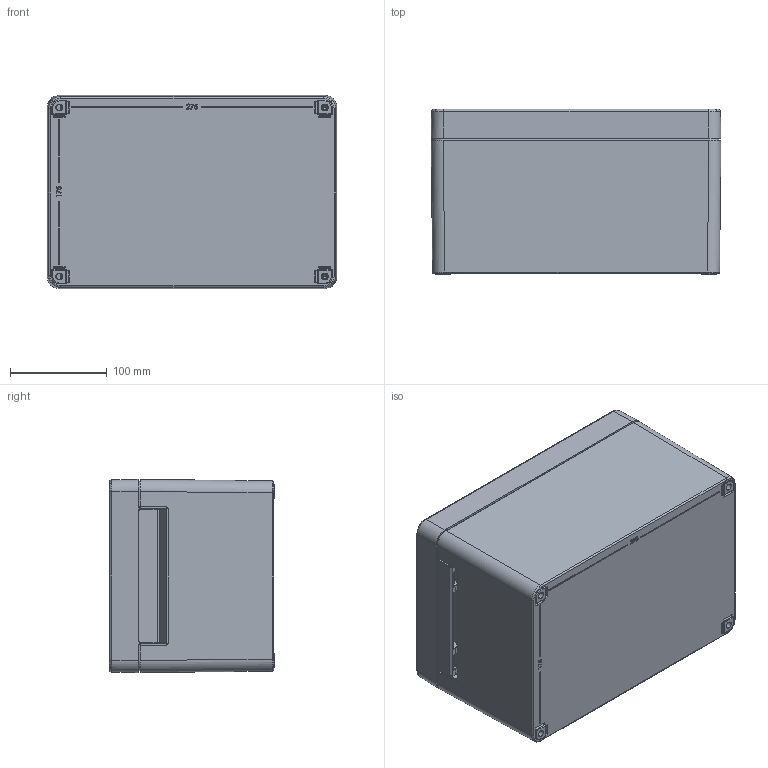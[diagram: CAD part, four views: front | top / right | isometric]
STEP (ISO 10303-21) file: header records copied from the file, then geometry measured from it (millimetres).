
FILE_DESCRIPTION (( 'STEP AP214' ), '1' );
FILE_NAME ('26203000.STEP', '2013-05-24T07:27:53', ( ' ' ), ( '' ), 'SwSTEP 2.0', 'SolidWorks 2011', '' );
FILE_SCHEMA (( 'AUTOMOTIVE_DESIGN' ));
Length unit declared in the file: millimetre
Products named in the file (13): 92684; 21630004; 93314; 82014; 25310; 86233; 86234; 94071_Vorspannung 18 mm; 26310; 95031; 83010; 26203000
Assembly tree (20 placements, depth 3):
  26203000
    82014
    92684
    83010  x2
    95031  x2
    26310
    94071_Vorspannung 18 mm  x2
    21630004
      93314  x2
    25310
      86233  x4
      86234  x2
      25310
Bounding box: 300.04 x 170.93 x 200 mm (x, y, z)
Volume: 437687.7 mm3; surface area: 628273.4 mm2
Topology: 17 solids, 18 shells, 3563 faces, 8456 edges, 4562 vertices
Faces by surface type: bspline 1361, cylinder 1141, plane 632, sphere 199, cone 122, torus 108
Entity records: 151715 total; most frequent: CARTESIAN_POINT 92038, ORIENTED_EDGE 14216, DIRECTION 9805, EDGE_CURVE 7108, VERTEX_POINT 4014, AXIS2_PLACEMENT_3D 3762, EDGE_LOOP 3282, FACE_OUTER_BOUND 3187
